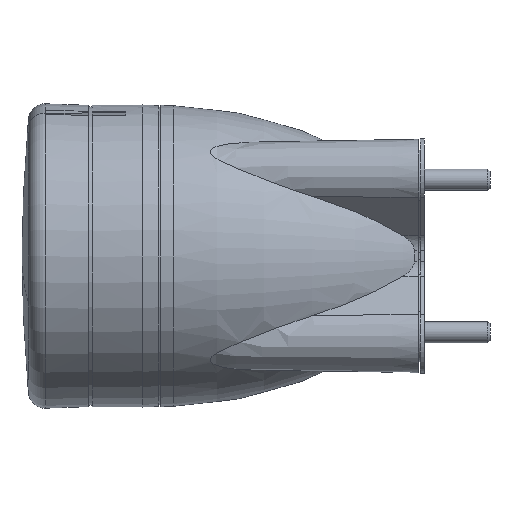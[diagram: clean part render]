
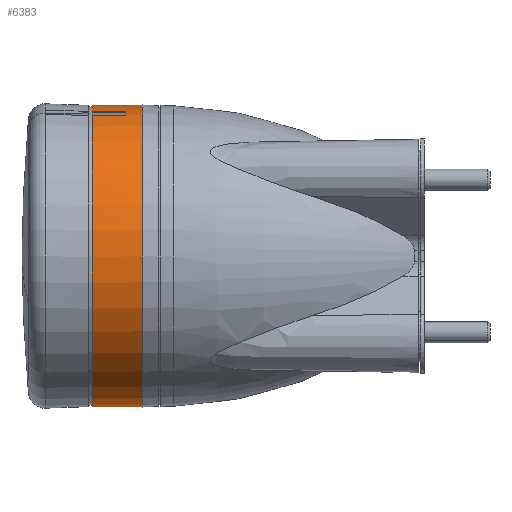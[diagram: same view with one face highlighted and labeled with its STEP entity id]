
A CAD part, left-side view. The second image highlights one B-rep face of the part: STEP entity #6383.
In plain terms, the highlighted cylindrical face has radius 36.3 mm (diameter 72.6 mm), a partial arc.
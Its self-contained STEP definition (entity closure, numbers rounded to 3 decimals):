
#202 = LINE ( 'NONE', #203, #1117 ) ;
#203 = CARTESIAN_POINT ( 'NONE',  ( 0., 1.5, -36.3 ) ) ;
#204 = DIRECTION ( 'NONE',  ( 0., 1., 0. ) ) ;
#207 = CARTESIAN_POINT ( 'NONE',  ( 0., 1.5, 36.3 ) ) ;
#208 = LINE ( 'NONE', #207, #1167 ) ;
#217 = DIRECTION ( 'NONE',  ( 0., 1., 0. ) ) ;
#338 = CARTESIAN_POINT ( 'NONE',  ( 0., 1.5, 0. ) ) ;
#339 = CYLINDRICAL_SURFACE ( 'NONE', #1231, 36.3 ) ;
#340 = FACE_OUTER_BOUND ( 'NONE', #5731, .T. ) ;
#347 = DIRECTION ( 'NONE',  ( 0., 1., 0. ) ) ;
#349 = DIRECTION ( 'NONE',  ( 0., 0., 1. ) ) ;
#648 = EDGE_CURVE ( 'NONE', #4194, #4202, #4720, .T. ) ;
#650 = EDGE_CURVE ( 'NONE', #4198, #4143, #4725, .T. ) ;
#1117 = VECTOR ( 'NONE', #204, 1000. ) ;
#1167 = VECTOR ( 'NONE', #217, 1000. ) ;
#1231 = AXIS2_PLACEMENT_3D ( 'NONE', #338, #347, #349 ) ;
#1304 = EDGE_CURVE ( 'NONE', #4374, #4143, #5335, .T. ) ;
#1305 = EDGE_CURVE ( 'NONE', #4371, #4368, #5301, .T. ) ;
#1307 = EDGE_CURVE ( 'NONE', #4194, #4373, #5307, .T. ) ;
#1447 = CARTESIAN_POINT ( 'NONE',  ( 0., 72., 0. ) ) ;
#1448 = DIRECTION ( 'NONE',  ( 0., 1., 0. ) ) ;
#1449 = DIRECTION ( 'NONE',  ( 0., 0., 1. ) ) ;
#2025 = CARTESIAN_POINT ( 'NONE',  ( -12.98, 80., 33.9 ) ) ;
#2089 = CARTESIAN_POINT ( 'NONE',  ( -11.847, 80., 34.312 ) ) ;
#2093 = CARTESIAN_POINT ( 'NONE',  ( -12.98, 72., 33.9 ) ) ;
#2097 = CARTESIAN_POINT ( 'NONE',  ( -11.847, 72., 34.312 ) ) ;
#2260 = CARTESIAN_POINT ( 'NONE',  ( 0., 67.95, 36.3 ) ) ;
#2263 = CARTESIAN_POINT ( 'NONE',  ( 0., 67.95, -36.3 ) ) ;
#2265 = CARTESIAN_POINT ( 'NONE',  ( 0., 80., 36.3 ) ) ;
#2266 = CARTESIAN_POINT ( 'NONE',  ( 0., 80., -36.3 ) ) ;
#2442 = VECTOR ( 'NONE', #4723, 1000. ) ;
#2458 = VECTOR ( 'NONE', #4729, 1000. ) ;
#2640 = EDGE_CURVE ( 'NONE', #4198, #4202, #5118, .T. ) ;
#3361 = CARTESIAN_POINT ( 'NONE',  ( 0., 80., 0. ) ) ;
#3362 = DIRECTION ( 'NONE',  ( 0., 1., 0. ) ) ;
#3363 = DIRECTION ( 'NONE',  ( 0., 0., 1. ) ) ;
#3366 = CARTESIAN_POINT ( 'NONE',  ( 0., 67.95, 0. ) ) ;
#3367 = DIRECTION ( 'NONE',  ( 0., 1., 0. ) ) ;
#3368 = DIRECTION ( 'NONE',  ( 0., 0., 1. ) ) ;
#3372 = CARTESIAN_POINT ( 'NONE',  ( 0., 80., 0. ) ) ;
#3373 = DIRECTION ( 'NONE',  ( 0., 1., 0. ) ) ;
#3374 = DIRECTION ( 'NONE',  ( 0., 0., 1. ) ) ;
#4143 = VERTEX_POINT ( 'NONE', #2025 ) ;
#4194 = VERTEX_POINT ( 'NONE', #2089 ) ;
#4198 = VERTEX_POINT ( 'NONE', #2093 ) ;
#4202 = VERTEX_POINT ( 'NONE', #2097 ) ;
#4368 = VERTEX_POINT ( 'NONE', #2260 ) ;
#4371 = VERTEX_POINT ( 'NONE', #2263 ) ;
#4373 = VERTEX_POINT ( 'NONE', #2265 ) ;
#4374 = VERTEX_POINT ( 'NONE', #2266 ) ;
#4720 = LINE ( 'NONE', #4722, #2442 ) ;
#4721 = CARTESIAN_POINT ( 'NONE',  ( -12.98, 1.5, 33.9 ) ) ;
#4722 = CARTESIAN_POINT ( 'NONE',  ( -11.847, 1.5, 34.312 ) ) ;
#4723 = DIRECTION ( 'NONE',  ( 0., -1., 0. ) ) ;
#4725 = LINE ( 'NONE', #4721, #2458 ) ;
#4729 = DIRECTION ( 'NONE',  ( 0., 1., 0. ) ) ;
#5118 = CIRCLE ( 'NONE', #5372, 36.3 ) ;
#5301 = CIRCLE ( 'NONE', #5309, 36.3 ) ;
#5307 = CIRCLE ( 'NONE', #5311, 36.3 ) ;
#5309 = AXIS2_PLACEMENT_3D ( 'NONE', #3366, #3367, #3368 ) ;
#5311 = AXIS2_PLACEMENT_3D ( 'NONE', #3372, #3373, #3374 ) ;
#5321 = AXIS2_PLACEMENT_3D ( 'NONE', #3361, #3362, #3363 ) ;
#5335 = CIRCLE ( 'NONE', #5321, 36.3 ) ;
#5372 = AXIS2_PLACEMENT_3D ( 'NONE', #1447, #1448, #1449 ) ;
#5731 = EDGE_LOOP ( 'NONE', ( #6011, #6026, #6038, #6017, #5979, #6006, #6150, #5860 ) ) ;
#5860 = ORIENTED_EDGE ( 'NONE', *, *, #1304, .F. ) ;
#5979 = ORIENTED_EDGE ( 'NONE', *, *, #648, .T. ) ;
#6006 = ORIENTED_EDGE ( 'NONE', *, *, #2640, .F. ) ;
#6011 = ORIENTED_EDGE ( 'NONE', *, *, #6347, .F. ) ;
#6017 = ORIENTED_EDGE ( 'NONE', *, *, #1307, .F. ) ;
#6026 = ORIENTED_EDGE ( 'NONE', *, *, #1305, .T. ) ;
#6038 = ORIENTED_EDGE ( 'NONE', *, *, #6351, .T. ) ;
#6150 = ORIENTED_EDGE ( 'NONE', *, *, #650, .T. ) ;
#6347 = EDGE_CURVE ( 'NONE', #4371, #4374, #202, .T. ) ;
#6351 = EDGE_CURVE ( 'NONE', #4368, #4373, #208, .T. ) ;
#6383 = ADVANCED_FACE ( 'CYL_4', ( #340 ), #339, .T. ) ;
